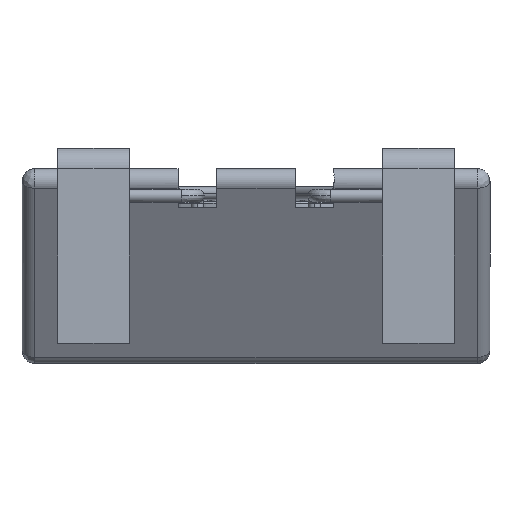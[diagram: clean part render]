
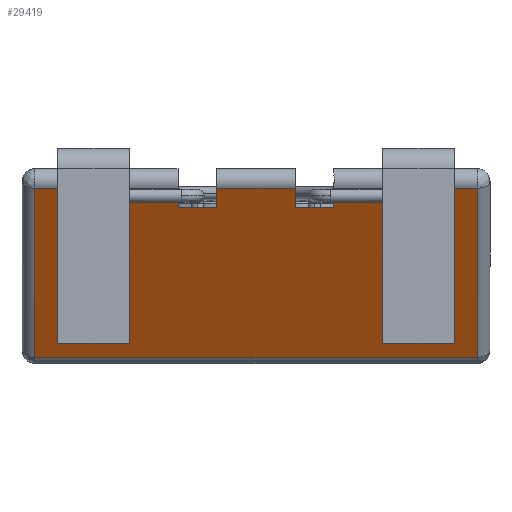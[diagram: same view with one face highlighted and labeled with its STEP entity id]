
A CAD part, left-side view. The second image highlights one B-rep face of the part: STEP entity #29419.
In plain terms, the highlighted free-form (B-spline) face has degree [1, 1] with [2, 2] control points.
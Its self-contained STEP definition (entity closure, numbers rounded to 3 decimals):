
#27988 = VERTEX_POINT('',#27989);
#27989 = CARTESIAN_POINT('',(-2.742,0.685,
    -0.343));
#27997 = VERTEX_POINT('',#27998);
#27998 = CARTESIAN_POINT('',(-2.842,0.685,
    -0.172));
#28004 = EDGE_CURVE('',#27988,#27997,#28005,.T.);
#28005 = B_SPLINE_CURVE_WITH_KNOTS('',1,(#28006,#28007),.UNSPECIFIED.,
  .F.,.F.,(2,2),(-0.347,-0.174),
  .PIECEWISE_BEZIER_KNOTS.);
#28006 = CARTESIAN_POINT('',(-2.742,0.685,
    -0.343));
#28007 = CARTESIAN_POINT('',(-2.842,0.685,
    -0.172));
#28041 = EDGE_CURVE('',#27988,#28042,#28044,.T.);
#28042 = VERTEX_POINT('',#28043);
#28043 = CARTESIAN_POINT('',(-2.742,0.343,
    -0.343));
#28044 = B_SPLINE_CURVE_WITH_KNOTS('',1,(#28045,#28046),.UNSPECIFIED.,
  .F.,.F.,(2,2),(-7.06,-6.76),
  .PIECEWISE_BEZIER_KNOTS.);
#28045 = CARTESIAN_POINT('',(-2.742,0.685,
    -0.343));
#28046 = CARTESIAN_POINT('',(-2.742,0.343,
    -0.343));
#28064 = VERTEX_POINT('',#28065);
#28065 = CARTESIAN_POINT('',(-2.842,0.343,
    -0.172));
#28074 = EDGE_CURVE('',#28064,#28042,#28075,.T.);
#28075 = B_SPLINE_CURVE_WITH_KNOTS('',1,(#28076,#28077),.UNSPECIFIED.,
  .F.,.F.,(2,2),(0.174,0.347),
  .PIECEWISE_BEZIER_KNOTS.);
#28076 = CARTESIAN_POINT('',(-2.842,0.343,
    -0.172));
#28077 = CARTESIAN_POINT('',(-2.742,0.343,
    -0.343));
#28160 = EDGE_CURVE('',#28161,#28163,#28165,.T.);
#28161 = VERTEX_POINT('',#28162);
#28162 = CARTESIAN_POINT('',(-2.742,-0.685,
    -0.343));
#28163 = VERTEX_POINT('',#28164);
#28164 = CARTESIAN_POINT('',(-2.842,-0.685,
    -0.172));
#28165 = B_SPLINE_CURVE_WITH_KNOTS('',1,(#28166,#28167),.UNSPECIFIED.,
  .F.,.F.,(2,2),(-0.347,-0.174),
  .PIECEWISE_BEZIER_KNOTS.);
#28166 = CARTESIAN_POINT('',(-2.742,-0.685,
    -0.343));
#28167 = CARTESIAN_POINT('',(-2.842,-0.685,
    -0.172));
#28242 = VERTEX_POINT('',#28243);
#28243 = CARTESIAN_POINT('',(-2.742,-0.343,
    -0.343));
#28248 = EDGE_CURVE('',#28161,#28242,#28249,.T.);
#28249 = B_SPLINE_CURVE_WITH_KNOTS('',1,(#28250,#28251),.UNSPECIFIED.,
  .F.,.F.,(2,2),(5.86,6.16),
  .PIECEWISE_BEZIER_KNOTS.);
#28250 = CARTESIAN_POINT('',(-2.742,-0.685,
    -0.343));
#28251 = CARTESIAN_POINT('',(-2.742,-0.343,
    -0.343));
#28261 = EDGE_CURVE('',#28262,#28242,#28264,.T.);
#28262 = VERTEX_POINT('',#28263);
#28263 = CARTESIAN_POINT('',(-2.842,-0.343,
    -0.172));
#28264 = B_SPLINE_CURVE_WITH_KNOTS('',1,(#28265,#28266),.UNSPECIFIED.,
  .F.,.F.,(2,2),(0.174,0.347),
  .PIECEWISE_BEZIER_KNOTS.);
#28265 = CARTESIAN_POINT('',(-2.842,-0.343,
    -0.172));
#28266 = CARTESIAN_POINT('',(-2.742,-0.343,
    -0.343));
#28761 = VERTEX_POINT('',#28762);
#28762 = CARTESIAN_POINT('',(-1.975,1.942,
    -1.657));
#28768 = EDGE_CURVE('',#28769,#28761,#28771,.T.);
#28769 = VERTEX_POINT('',#28770);
#28770 = CARTESIAN_POINT('',(-2.842,1.942,
    -0.172));
#28771 = B_SPLINE_CURVE_WITH_KNOTS('',1,(#28772,#28773),.UNSPECIFIED.,
  .F.,.F.,(2,2),(-1.562,-0.057),
  .PIECEWISE_BEZIER_KNOTS.);
#28772 = CARTESIAN_POINT('',(-2.842,1.942,
    -0.172));
#28773 = CARTESIAN_POINT('',(-1.975,1.942,
    -1.657));
#28904 = VERTEX_POINT('',#28905);
#28905 = CARTESIAN_POINT('',(-1.975,-1.942,
    -1.657));
#28911 = EDGE_CURVE('',#28761,#28904,#28912,.T.);
#28912 = B_SPLINE_CURVE_WITH_KNOTS('',1,(#28913,#28914),.UNSPECIFIED.,
  .F.,.F.,(2,2),(-8.16,-4.76),
  .PIECEWISE_BEZIER_KNOTS.);
#28913 = CARTESIAN_POINT('',(-1.975,1.942,
    -1.657));
#28914 = CARTESIAN_POINT('',(-1.975,-1.942,
    -1.657));
#28933 = VERTEX_POINT('',#28934);
#28934 = CARTESIAN_POINT('',(-2.842,-1.942,
    -0.172));
#29060 = EDGE_CURVE('',#28904,#28933,#29061,.T.);
#29061 = B_SPLINE_CURVE_WITH_KNOTS('',1,(#29062,#29063),.UNSPECIFIED.,
  .F.,.F.,(2,2),(-1.679,-0.174),
  .PIECEWISE_BEZIER_KNOTS.);
#29062 = CARTESIAN_POINT('',(-1.975,-1.942,
    -1.657));
#29063 = CARTESIAN_POINT('',(-2.842,-1.942,
    -0.172));
#29311 = EDGE_CURVE('',#28933,#28163,#29312,.T.);
#29312 = B_SPLINE_CURVE_WITH_KNOTS('',1,(#29313,#29314),.UNSPECIFIED.,
  .F.,.F.,(2,2),(-3.5,-2.4),.PIECEWISE_BEZIER_KNOTS.);
#29313 = CARTESIAN_POINT('',(-2.842,-1.942,
    -0.172));
#29314 = CARTESIAN_POINT('',(-2.842,-0.685,
    -0.172));
#29330 = EDGE_CURVE('',#27997,#28769,#29331,.T.);
#29331 = B_SPLINE_CURVE_WITH_KNOTS('',1,(#29332,#29333),.UNSPECIFIED.,
  .F.,.F.,(2,2),(-1.2,-0.1),.PIECEWISE_BEZIER_KNOTS.);
#29332 = CARTESIAN_POINT('',(-2.842,0.685,
    -0.172));
#29333 = CARTESIAN_POINT('',(-2.842,1.942,
    -0.172));
#29346 = EDGE_CURVE('',#28262,#28064,#29347,.T.);
#29347 = B_SPLINE_CURVE_WITH_KNOTS('',1,(#29348,#29349),.UNSPECIFIED.,
  .F.,.F.,(2,2),(-2.1,-1.5),.PIECEWISE_BEZIER_KNOTS.);
#29348 = CARTESIAN_POINT('',(-2.842,-0.343,
    -0.172));
#29349 = CARTESIAN_POINT('',(-2.842,0.343,
    -0.172));
#29419 = ADVANCED_FACE('',(#29420),#29434,.F.);
#29420 = FACE_BOUND('',#29421,.T.);
#29421 = EDGE_LOOP('',(#29422,#29423,#29424,#29425,#29426,#29427,#29428,
    #29429,#29430,#29431,#29432,#29433));
#29422 = ORIENTED_EDGE('',*,*,#29346,.T.);
#29423 = ORIENTED_EDGE('',*,*,#28074,.T.);
#29424 = ORIENTED_EDGE('',*,*,#28041,.F.);
#29425 = ORIENTED_EDGE('',*,*,#28004,.T.);
#29426 = ORIENTED_EDGE('',*,*,#29330,.T.);
#29427 = ORIENTED_EDGE('',*,*,#28768,.T.);
#29428 = ORIENTED_EDGE('',*,*,#28911,.T.);
#29429 = ORIENTED_EDGE('',*,*,#29060,.T.);
#29430 = ORIENTED_EDGE('',*,*,#29311,.T.);
#29431 = ORIENTED_EDGE('',*,*,#28160,.F.);
#29432 = ORIENTED_EDGE('',*,*,#28248,.T.);
#29433 = ORIENTED_EDGE('',*,*,#28261,.F.);
#29434 = B_SPLINE_SURFACE_WITH_KNOTS('',1,1,(
    (#29435,#29436)
    ,(#29437,#29438
    )),.UNSPECIFIED.,.F.,.F.,.F.,(2,2),(2,2),(-8.16,
    -4.76),(0.174,1.679),
  .PIECEWISE_BEZIER_KNOTS.);
#29435 = CARTESIAN_POINT('',(-2.842,1.942,
    -0.172));
#29436 = CARTESIAN_POINT('',(-1.975,1.942,
    -1.657));
#29437 = CARTESIAN_POINT('',(-2.842,-1.942,
    -0.172));
#29438 = CARTESIAN_POINT('',(-1.975,-1.942,
    -1.657));
